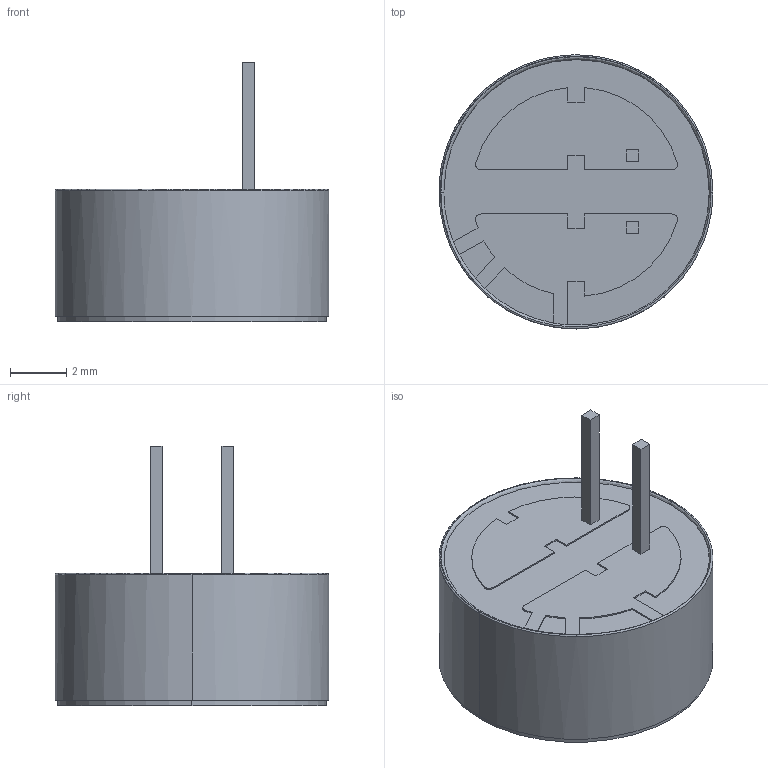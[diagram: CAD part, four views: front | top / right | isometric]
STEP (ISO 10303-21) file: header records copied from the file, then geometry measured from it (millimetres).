
FILE_DESCRIPTION (( 'STEP AP214' ),'1' );
FILE_NAME ('CUI_DEVICES_CMC-9745-44P.step','2019-10-20T21:46:05',( '' ),( '' ),'SwSTEP 2.0','SolidWorks 2019','' );
FILE_SCHEMA (( 'AUTOMOTIVE_DESIGN' ));
Length unit declared in the file: inch
Products named in the file (1): CUI_DEVICES_CMC-9745-44P
Bounding box: 9.7 x 9.7 x 9.2 mm (x, y, z)
Volume: 343 mm3; surface area: 309.9 mm2
Topology: 1 solids, 1 shells, 63 faces, 163 edges, 106 vertices
Faces by surface type: plane 39, cylinder 19, bspline 3, torus 2
Entity records: 2002 total; most frequent: CARTESIAN_POINT 682, ORIENTED_EDGE 326, EDGE_CURVE 163, VERTEX_POINT 106, LINE 98, AXIS2_PLACEMENT_3D 69, EDGE_LOOP 67, MECHANICAL_DESIGN_GEOMETRIC_PRESENTATION_REPRESENTATION 63
